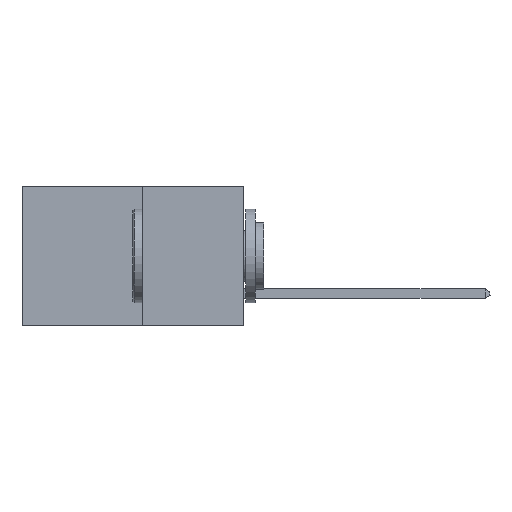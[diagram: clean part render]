
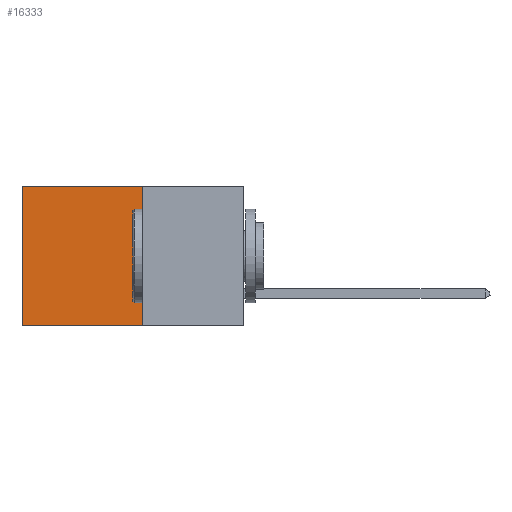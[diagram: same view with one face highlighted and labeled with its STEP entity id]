
A CAD part, left-side view. The second image highlights one B-rep face of the part: STEP entity #16333.
In plain terms, the highlighted planar face has unit normal (-1, 0, 0).
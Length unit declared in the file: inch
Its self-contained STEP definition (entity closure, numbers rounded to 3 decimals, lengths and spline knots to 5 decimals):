
#628 = ORIENTED_EDGE ( 'NONE', *, *, #2753, .T. ) ;
#1739 = LINE ( 'NONE', #8349, #12328 ) ;
#1818 = CARTESIAN_POINT ( 'NONE',  ( 0.277, 0.27, -0.37 ) ) ;
#2144 = DIRECTION ( 'NONE',  ( 1., 0., 0. ) ) ;
#2734 = EDGE_CURVE ( 'NONE', #9666, #3197, #9045, .T. ) ;
#2753 = EDGE_CURVE ( 'NONE', #3197, #12808, #15487, .T. ) ;
#3197 = VERTEX_POINT ( 'NONE', #4453 ) ;
#3565 = CARTESIAN_POINT ( 'NONE',  ( 0.277, 0.27, 0. ) ) ;
#3689 = DIRECTION ( 'NONE',  ( 0., 0., -1. ) ) ;
#4044 = AXIS2_PLACEMENT_3D ( 'NONE', #4598, #2144, #11043 ) ;
#4161 = ORIENTED_EDGE ( 'NONE', *, *, #11620, .F. ) ;
#4453 = CARTESIAN_POINT ( 'NONE',  ( 0.277, 0.59, 0. ) ) ;
#4598 = CARTESIAN_POINT ( 'NONE',  ( 0.277, 0.27, -0.37 ) ) ;
#4867 = CARTESIAN_POINT ( 'NONE',  ( 0.277, 0.27, 0. ) ) ;
#6730 = EDGE_CURVE ( 'NONE', #9164, #12808, #1739, .T. ) ;
#7004 = EDGE_LOOP ( 'NONE', ( #628, #11444, #4161, #13060 ) ) ;
#7299 = CARTESIAN_POINT ( 'NONE',  ( 0.277, 0.59, -0.37 ) ) ;
#7465 = CARTESIAN_POINT ( 'NONE',  ( 0.277, 0.27, -0.37 ) ) ;
#8251 = VECTOR ( 'NONE', #3689, 39.37008 ) ;
#8349 = CARTESIAN_POINT ( 'NONE',  ( 0.277, 0.27, -0.37 ) ) ;
#8648 = DIRECTION ( 'NONE',  ( 0., 1., 0. ) ) ;
#8709 = DIRECTION ( 'NONE',  ( 0., 0., -1. ) ) ;
#8769 = FACE_OUTER_BOUND ( 'NONE', #7004, .T. ) ;
#8994 = VECTOR ( 'NONE', #8709, 39.37008 ) ;
#9045 = LINE ( 'NONE', #4867, #12043 ) ;
#9164 = VERTEX_POINT ( 'NONE', #1818 ) ;
#9313 = CARTESIAN_POINT ( 'NONE',  ( 0.277, 0.59, -0.37 ) ) ;
#9666 = VERTEX_POINT ( 'NONE', #3565 ) ;
#9771 = PLANE ( 'NONE',  #4044 ) ;
#10997 = DIRECTION ( 'NONE',  ( 0., 1., 0. ) ) ;
#11043 = DIRECTION ( 'NONE',  ( 0., 0., -1. ) ) ;
#11444 = ORIENTED_EDGE ( 'NONE', *, *, #6730, .F. ) ;
#11620 = EDGE_CURVE ( 'NONE', #9666, #9164, #15828, .T. ) ;
#12043 = VECTOR ( 'NONE', #10997, 39.37008 ) ;
#12328 = VECTOR ( 'NONE', #8648, 39.37008 ) ;
#12808 = VERTEX_POINT ( 'NONE', #9313 ) ;
#13060 = ORIENTED_EDGE ( 'NONE', *, *, #2734, .T. ) ;
#15487 = LINE ( 'NONE', #7299, #8251 ) ;
#15828 = LINE ( 'NONE', #7465, #8994 ) ;
#16333 = ADVANCED_FACE ( 'NONE', ( #8769 ), #9771, .F. ) ;
